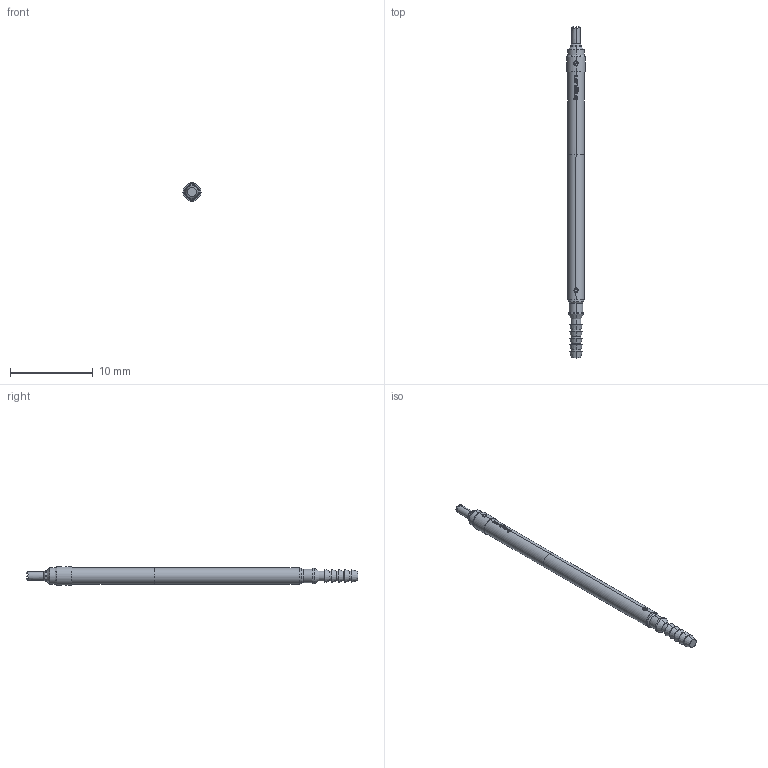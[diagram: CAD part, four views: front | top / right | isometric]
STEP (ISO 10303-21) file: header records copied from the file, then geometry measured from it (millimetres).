
FILE_DESCRIPTION (( 'STEP AP203' ), '1' );
FILE_NAME ('INGUN_PKS-200_206_100_A_xx02_A.STEP', '2022-03-04T07:53:35', ( 'ochi' ), ( '' ), 'SwSTEP 2.0', 'SolidWorks 2018', '' );
FILE_SCHEMA (( 'CONFIG_CONTROL_DESIGN' ));
Length unit declared in the file: millimetre
Products named in the file (1): INGUN_PKS-200_206_100_A_xx02_A
Bounding box: 2.2 x 40 x 2.2 mm (x, y, z)
Volume: 108.9 mm3; surface area: 241.7 mm2
Topology: 1 solids, 1 shells, 202 faces, 507 edges, 319 vertices
Faces by surface type: plane 82, bspline 50, cylinder 50, cone 20
Entity records: 7334 total; most frequent: CARTESIAN_POINT 2825, ORIENTED_EDGE 1014, DIRECTION 805, EDGE_CURVE 507, AXIS2_PLACEMENT_3D 319, VERTEX_POINT 319, EDGE_LOOP 214, ADVANCED_FACE 202
